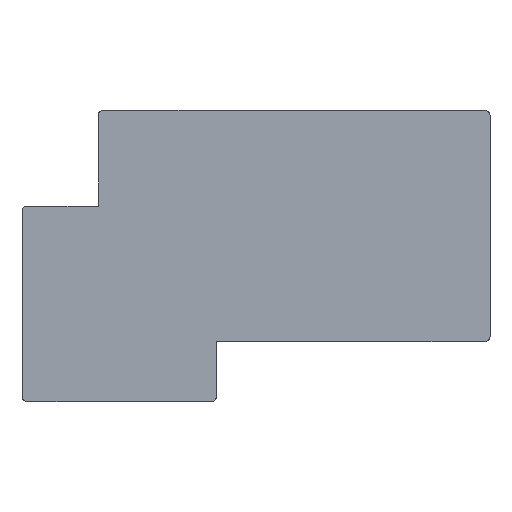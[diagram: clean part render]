
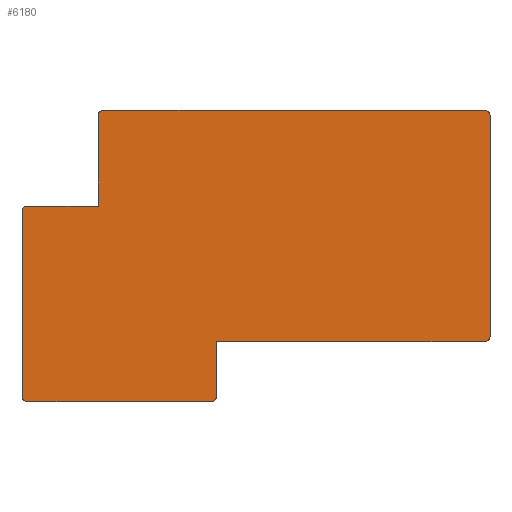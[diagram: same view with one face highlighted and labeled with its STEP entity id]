
A CAD part, top view. The second image highlights one B-rep face of the part: STEP entity #6180.
In plain terms, the highlighted planar face has unit normal (0, 0, 1).
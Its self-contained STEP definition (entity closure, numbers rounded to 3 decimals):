
#27 = ORIENTED_EDGE ( 'NONE', *, *, #1578, .F. ) ;
#31 = EDGE_CURVE ( 'NONE', #1758, #6254, #761, .T. ) ;
#257 = AXIS2_PLACEMENT_3D ( 'NONE', #2391, #7600, #5715 ) ;
#305 = EDGE_CURVE ( 'NONE', #471, #470, #6818, .T. ) ;
#351 = CARTESIAN_POINT ( 'NONE',  ( 16.755, -51.85, 21. ) ) ;
#379 = DIRECTION ( 'NONE',  ( 0., 0., 1. ) ) ;
#470 = VERTEX_POINT ( 'NONE', #1894 ) ;
#471 = VERTEX_POINT ( 'NONE', #4501 ) ;
#530 = AXIS2_PLACEMENT_3D ( 'NONE', #4885, #6713, #4928 ) ;
#539 = ORIENTED_EDGE ( 'NONE', *, *, #31, .T. ) ;
#683 = AXIS2_PLACEMENT_3D ( 'NONE', #5016, #5744, #1774 ) ;
#761 = CIRCLE ( 'NONE', #7452, 1.5 ) ;
#919 = DIRECTION ( 'NONE',  ( 0., -1., 0. ) ) ;
#998 = VERTEX_POINT ( 'NONE', #5333 ) ;
#1094 = CARTESIAN_POINT ( 'NONE',  ( -40.06, 8.15, 21. ) ) ;
#1103 = CARTESIAN_POINT ( 'NONE',  ( 102.36, -33.41, 21. ) ) ;
#1577 = DIRECTION ( 'NONE',  ( -1., 0., 0. ) ) ;
#1578 = EDGE_CURVE ( 'NONE', #5257, #7268, #1684, .T. ) ;
#1660 = DIRECTION ( 'NONE',  ( 0., 1., 0. ) ) ;
#1666 = FACE_OUTER_BOUND ( 'NONE', #1687, .T. ) ;
#1684 = LINE ( 'NONE', #2966, #3751 ) ;
#1687 = EDGE_LOOP ( 'NONE', ( #6295, #4042, #7945, #3192, #27, #5820, #539, #6986, #7682, #6840, #7039, #3023, #3616, #1804 ) ) ;
#1709 = LINE ( 'NONE', #4957, #3560 ) ;
#1758 = VERTEX_POINT ( 'NONE', #1896 ) ;
#1774 = DIRECTION ( 'NONE',  ( 1., 0., 0. ) ) ;
#1804 = ORIENTED_EDGE ( 'NONE', *, *, #4265, .T. ) ;
#1894 = CARTESIAN_POINT ( 'NONE',  ( -18.16, 8.15, 21. ) ) ;
#1896 = CARTESIAN_POINT ( 'NONE',  ( 100.86, -33.41, 21. ) ) ;
#1948 = EDGE_CURVE ( 'NONE', #6083, #7268, #8428, .T. ) ;
#2073 = DIRECTION ( 'NONE',  ( 0., -1., 0. ) ) ;
#2247 = LINE ( 'NONE', #2340, #7740 ) ;
#2296 = CARTESIAN_POINT ( 'NONE',  ( -41.56, 6.65, 21. ) ) ;
#2340 = CARTESIAN_POINT ( 'NONE',  ( -18.16, 8.15, 21. ) ) ;
#2375 = DIRECTION ( 'NONE',  ( -1., 0., 0. ) ) ;
#2391 = CARTESIAN_POINT ( 'NONE',  ( 0., 0., 21. ) ) ;
#2482 = DIRECTION ( 'NONE',  ( 0., 0., 1. ) ) ;
#2617 = CARTESIAN_POINT ( 'NONE',  ( -40.06, -51.85, 21. ) ) ;
#2811 = CARTESIAN_POINT ( 'NONE',  ( 18.255, -33.41, 21. ) ) ;
#2843 = CIRCLE ( 'NONE', #6244, 1.5 ) ;
#2850 = CARTESIAN_POINT ( 'NONE',  ( -16.66, 37.59, 21. ) ) ;
#2966 = CARTESIAN_POINT ( 'NONE',  ( 18.255, 0., 21. ) ) ;
#2969 = DIRECTION ( 'NONE',  ( 1., 0., 0. ) ) ;
#3023 = ORIENTED_EDGE ( 'NONE', *, *, #305, .T. ) ;
#3192 = ORIENTED_EDGE ( 'NONE', *, *, #1948, .T. ) ;
#3505 = DIRECTION ( 'NONE',  ( 1., 0., 0. ) ) ;
#3517 = EDGE_CURVE ( 'NONE', #5257, #1758, #7725, .T. ) ;
#3526 = EDGE_CURVE ( 'NONE', #7144, #998, #6397, .T. ) ;
#3560 = VECTOR ( 'NONE', #6233, 1000. ) ;
#3616 = ORIENTED_EDGE ( 'NONE', *, *, #4250, .T. ) ;
#3682 = CIRCLE ( 'NONE', #683, 1.5 ) ;
#3731 = CARTESIAN_POINT ( 'NONE',  ( 18.255, -50.35, 21. ) ) ;
#3751 = VECTOR ( 'NONE', #919, 1000. ) ;
#3758 = DIRECTION ( 'NONE',  ( 1., 0., 0. ) ) ;
#3783 = LINE ( 'NONE', #5312, #7206 ) ;
#3814 = AXIS2_PLACEMENT_3D ( 'NONE', #5885, #2482, #7676 ) ;
#3831 = EDGE_CURVE ( 'NONE', #6254, #7144, #6944, .T. ) ;
#4042 = ORIENTED_EDGE ( 'NONE', *, *, #4349, .T. ) ;
#4250 = EDGE_CURVE ( 'NONE', #470, #6832, #2247, .T. ) ;
#4265 = EDGE_CURVE ( 'NONE', #6832, #6643, #7507, .T. ) ;
#4303 = VECTOR ( 'NONE', #1577, 1000. ) ;
#4349 = EDGE_CURVE ( 'NONE', #4696, #7375, #3682, .T. ) ;
#4496 = VECTOR ( 'NONE', #3758, 1000. ) ;
#4501 = CARTESIAN_POINT ( 'NONE',  ( -18.16, 36.09, 21. ) ) ;
#4666 = EDGE_CURVE ( 'NONE', #6083, #7375, #1709, .T. ) ;
#4696 = VERTEX_POINT ( 'NONE', #7081 ) ;
#4885 = CARTESIAN_POINT ( 'NONE',  ( 16.755, -50.35, 21. ) ) ;
#4928 = DIRECTION ( 'NONE',  ( 1., 0., 0. ) ) ;
#4957 = CARTESIAN_POINT ( 'NONE',  ( 0., -51.85, 21. ) ) ;
#5012 = VECTOR ( 'NONE', #1660, 1000. ) ;
#5016 = CARTESIAN_POINT ( 'NONE',  ( -40.06, -50.35, 21. ) ) ;
#5257 = VERTEX_POINT ( 'NONE', #2811 ) ;
#5312 = CARTESIAN_POINT ( 'NONE',  ( -41.56, 8.15, 21. ) ) ;
#5333 = CARTESIAN_POINT ( 'NONE',  ( 100.86, 37.59, 21. ) ) ;
#5715 = DIRECTION ( 'NONE',  ( 1., 0., 0. ) ) ;
#5720 = CARTESIAN_POINT ( 'NONE',  ( 16.255, -33.41, 21. ) ) ;
#5744 = DIRECTION ( 'NONE',  ( 0., 0., 1. ) ) ;
#5756 = DIRECTION ( 'NONE',  ( 1., 0., 0. ) ) ;
#5794 = DIRECTION ( 'NONE',  ( 0., 0., 1. ) ) ;
#5820 = ORIENTED_EDGE ( 'NONE', *, *, #3517, .T. ) ;
#5885 = CARTESIAN_POINT ( 'NONE',  ( 100.86, 36.09, 21. ) ) ;
#5912 = EDGE_CURVE ( 'NONE', #998, #7834, #7346, .T. ) ;
#6036 = EDGE_CURVE ( 'NONE', #7834, #471, #2843, .T. ) ;
#6083 = VERTEX_POINT ( 'NONE', #351 ) ;
#6146 = CARTESIAN_POINT ( 'NONE',  ( -16.66, 36.09, 21. ) ) ;
#6180 = ADVANCED_FACE ( 'NONE', ( #1666 ), #7521, .T. ) ;
#6207 = CARTESIAN_POINT ( 'NONE',  ( -40.06, 6.65, 21. ) ) ;
#6233 = DIRECTION ( 'NONE',  ( -1., 0., 0. ) ) ;
#6244 = AXIS2_PLACEMENT_3D ( 'NONE', #6146, #6739, #3505 ) ;
#6254 = VERTEX_POINT ( 'NONE', #7077 ) ;
#6289 = CARTESIAN_POINT ( 'NONE',  ( -18.16, 37.59, 21. ) ) ;
#6295 = ORIENTED_EDGE ( 'NONE', *, *, #6902, .T. ) ;
#6307 = CARTESIAN_POINT ( 'NONE',  ( 100.86, -31.91, 21. ) ) ;
#6397 = CIRCLE ( 'NONE', #3814, 1.5 ) ;
#6643 = VERTEX_POINT ( 'NONE', #2296 ) ;
#6713 = DIRECTION ( 'NONE',  ( 0., 0., 1. ) ) ;
#6717 = CARTESIAN_POINT ( 'NONE',  ( 102.36, 36.09, 21. ) ) ;
#6739 = DIRECTION ( 'NONE',  ( 0., 0., 1. ) ) ;
#6818 = LINE ( 'NONE', #6289, #8363 ) ;
#6832 = VERTEX_POINT ( 'NONE', #1094 ) ;
#6840 = ORIENTED_EDGE ( 'NONE', *, *, #5912, .T. ) ;
#6902 = EDGE_CURVE ( 'NONE', #6643, #4696, #3783, .T. ) ;
#6944 = LINE ( 'NONE', #1103, #5012 ) ;
#6986 = ORIENTED_EDGE ( 'NONE', *, *, #3831, .T. ) ;
#7039 = ORIENTED_EDGE ( 'NONE', *, *, #6036, .T. ) ;
#7077 = CARTESIAN_POINT ( 'NONE',  ( 102.36, -31.91, 21. ) ) ;
#7081 = CARTESIAN_POINT ( 'NONE',  ( -41.56, -50.35, 21. ) ) ;
#7144 = VERTEX_POINT ( 'NONE', #6717 ) ;
#7206 = VECTOR ( 'NONE', #2073, 1000. ) ;
#7268 = VERTEX_POINT ( 'NONE', #3731 ) ;
#7346 = LINE ( 'NONE', #8107, #4303 ) ;
#7375 = VERTEX_POINT ( 'NONE', #2617 ) ;
#7452 = AXIS2_PLACEMENT_3D ( 'NONE', #6307, #5794, #5756 ) ;
#7507 = CIRCLE ( 'NONE', #8176, 1.5 ) ;
#7521 = PLANE ( 'NONE',  #257 ) ;
#7600 = DIRECTION ( 'NONE',  ( 0., 0., 1. ) ) ;
#7617 = DIRECTION ( 'NONE',  ( 0., -1., 0. ) ) ;
#7676 = DIRECTION ( 'NONE',  ( 1., 0., 0. ) ) ;
#7682 = ORIENTED_EDGE ( 'NONE', *, *, #3526, .T. ) ;
#7725 = LINE ( 'NONE', #5720, #4496 ) ;
#7740 = VECTOR ( 'NONE', #2375, 1000. ) ;
#7834 = VERTEX_POINT ( 'NONE', #2850 ) ;
#7945 = ORIENTED_EDGE ( 'NONE', *, *, #4666, .F. ) ;
#8107 = CARTESIAN_POINT ( 'NONE',  ( 102.36, 37.59, 21. ) ) ;
#8176 = AXIS2_PLACEMENT_3D ( 'NONE', #6207, #379, #2969 ) ;
#8363 = VECTOR ( 'NONE', #7617, 1000. ) ;
#8428 = CIRCLE ( 'NONE', #530, 1.5 ) ;
